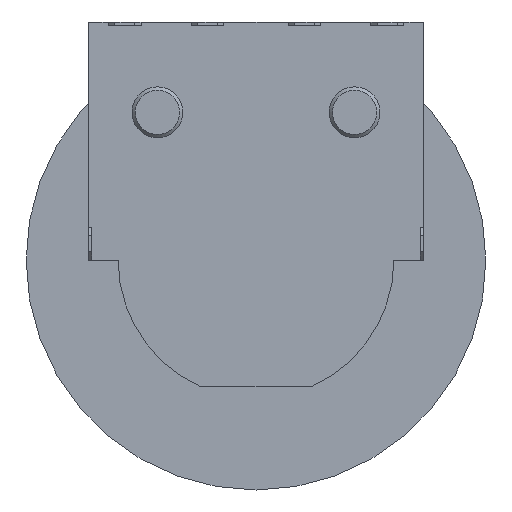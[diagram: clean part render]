
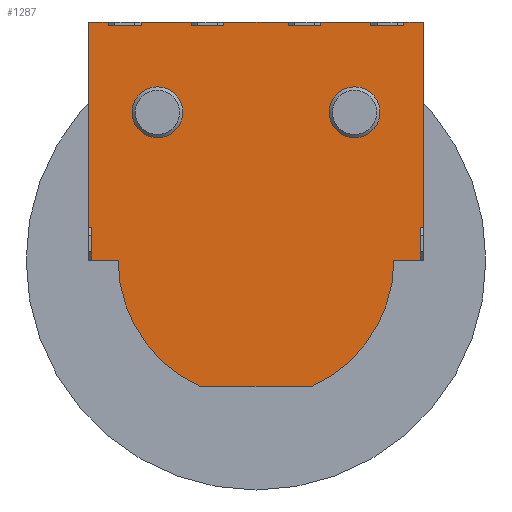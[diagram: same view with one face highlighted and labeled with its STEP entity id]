
A CAD part, front view. The second image highlights one B-rep face of the part: STEP entity #1287.
In plain terms, the highlighted planar face has unit normal (0, -1, 0).
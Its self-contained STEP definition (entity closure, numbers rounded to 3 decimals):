
#17=FACE_BOUND('',#175,.T.);
#18=FACE_BOUND('',#176,.T.);
#36=CIRCLE('',#1356,0.775);
#39=CIRCLE('',#1362,0.775);
#40=CIRCLE('',#1376,4.2);
#41=CIRCLE('',#1377,4.2);
#107=FACE_OUTER_BOUND('',#174,.T.);
#174=EDGE_LOOP('',(#1025,#1026,#1027,#1028,#1029,#1030,#1031,#1032,#1033,
#1034,#1035,#1036,#1037,#1038,#1039,#1040,#1041,#1042,#1043,#1044,#1045,
#1046,#1047,#1048,#1049,#1050,#1051,#1052));
#175=EDGE_LOOP('',(#1053));
#176=EDGE_LOOP('',(#1054));
#213=LINE('',#1790,#368);
#219=LINE('',#1802,#374);
#225=LINE('',#1814,#380);
#231=LINE('',#1826,#386);
#235=LINE('',#1834,#390);
#261=LINE('',#1886,#416);
#265=LINE('',#1893,#420);
#273=LINE('',#1911,#428);
#284=LINE('',#1934,#439);
#294=LINE('',#1954,#449);
#298=LINE('',#1961,#453);
#305=LINE('',#1988,#460);
#307=LINE('',#1992,#462);
#308=LINE('',#1994,#463);
#309=LINE('',#1996,#464);
#311=LINE('',#2000,#466);
#313=LINE('',#2004,#468);
#314=LINE('',#2006,#469);
#316=LINE('',#2010,#471);
#318=LINE('',#2014,#473);
#319=LINE('',#2016,#474);
#320=LINE('',#2019,#475);
#322=LINE('',#2022,#477);
#323=LINE('',#2024,#478);
#324=LINE('',#2028,#479);
#325=LINE('',#2030,#480);
#368=VECTOR('',#1436,10.);
#374=VECTOR('',#1442,10.);
#380=VECTOR('',#1448,10.);
#386=VECTOR('',#1454,10.);
#390=VECTOR('',#1458,10.);
#416=VECTOR('',#1506,10.);
#420=VECTOR('',#1514,10.);
#428=VECTOR('',#1526,10.);
#439=VECTOR('',#1545,10.);
#449=VECTOR('',#1561,10.);
#453=VECTOR('',#1567,10.);
#460=VECTOR('',#1600,10.);
#462=VECTOR('',#1604,10.);
#463=VECTOR('',#1607,10.);
#464=VECTOR('',#1610,10.);
#466=VECTOR('',#1614,10.);
#468=VECTOR('',#1618,10.);
#469=VECTOR('',#1621,10.);
#471=VECTOR('',#1625,10.);
#473=VECTOR('',#1629,10.);
#474=VECTOR('',#1632,10.);
#475=VECTOR('',#1635,10.);
#477=VECTOR('',#1639,10.);
#478=VECTOR('',#1640,10.);
#479=VECTOR('',#1643,10.);
#480=VECTOR('',#1646,10.);
#522=VERTEX_POINT('',#1787);
#523=VERTEX_POINT('',#1789);
#528=VERTEX_POINT('',#1799);
#529=VERTEX_POINT('',#1801);
#534=VERTEX_POINT('',#1811);
#535=VERTEX_POINT('',#1813);
#540=VERTEX_POINT('',#1823);
#541=VERTEX_POINT('',#1825);
#544=VERTEX_POINT('',#1831);
#545=VERTEX_POINT('',#1833);
#559=VERTEX_POINT('',#1883);
#560=VERTEX_POINT('',#1885);
#568=VERTEX_POINT('',#1908);
#569=VERTEX_POINT('',#1910);
#576=VERTEX_POINT('',#1931);
#577=VERTEX_POINT('',#1933);
#583=VERTEX_POINT('',#1951);
#584=VERTEX_POINT('',#1953);
#589=VERTEX_POINT('',#1970);
#592=VERTEX_POINT('',#1981);
#593=VERTEX_POINT('',#1986);
#594=VERTEX_POINT('',#1990);
#595=VERTEX_POINT('',#1998);
#596=VERTEX_POINT('',#2002);
#597=VERTEX_POINT('',#2008);
#598=VERTEX_POINT('',#2012);
#599=VERTEX_POINT('',#2018);
#600=VERTEX_POINT('',#2023);
#601=VERTEX_POINT('',#2025);
#602=VERTEX_POINT('',#2027);
#645=EDGE_CURVE('',#523,#522,#213,.T.);
#651=EDGE_CURVE('',#529,#528,#219,.T.);
#657=EDGE_CURVE('',#535,#534,#225,.T.);
#663=EDGE_CURVE('',#541,#540,#231,.T.);
#667=EDGE_CURVE('',#545,#544,#235,.T.);
#693=EDGE_CURVE('',#560,#559,#261,.T.);
#697=EDGE_CURVE('',#540,#560,#265,.T.);
#705=EDGE_CURVE('',#569,#568,#273,.T.);
#716=EDGE_CURVE('',#577,#576,#284,.T.);
#726=EDGE_CURVE('',#584,#583,#294,.T.);
#730=EDGE_CURVE('',#583,#577,#298,.T.);
#736=EDGE_CURVE('',#589,#589,#36,.T.);
#741=EDGE_CURVE('',#592,#592,#39,.T.);
#743=EDGE_CURVE('',#522,#593,#305,.T.);
#745=EDGE_CURVE('',#593,#594,#307,.T.);
#746=EDGE_CURVE('',#594,#545,#308,.T.);
#747=EDGE_CURVE('',#559,#535,#309,.T.);
#749=EDGE_CURVE('',#528,#595,#311,.T.);
#751=EDGE_CURVE('',#595,#596,#313,.T.);
#752=EDGE_CURVE('',#596,#523,#314,.T.);
#754=EDGE_CURVE('',#534,#597,#316,.T.);
#756=EDGE_CURVE('',#597,#598,#318,.T.);
#757=EDGE_CURVE('',#598,#529,#319,.T.);
#758=EDGE_CURVE('',#599,#569,#320,.T.);
#760=EDGE_CURVE('',#599,#544,#322,.T.);
#761=EDGE_CURVE('',#568,#600,#323,.T.);
#762=EDGE_CURVE('',#601,#600,#40,.T.);
#763=EDGE_CURVE('',#602,#601,#324,.T.);
#764=EDGE_CURVE('',#584,#602,#41,.T.);
#765=EDGE_CURVE('',#576,#541,#325,.T.);
#1025=ORIENTED_EDGE('',*,*,#746,.T.);
#1026=ORIENTED_EDGE('',*,*,#667,.T.);
#1027=ORIENTED_EDGE('',*,*,#760,.F.);
#1028=ORIENTED_EDGE('',*,*,#758,.T.);
#1029=ORIENTED_EDGE('',*,*,#705,.T.);
#1030=ORIENTED_EDGE('',*,*,#761,.T.);
#1031=ORIENTED_EDGE('',*,*,#762,.F.);
#1032=ORIENTED_EDGE('',*,*,#763,.F.);
#1033=ORIENTED_EDGE('',*,*,#764,.F.);
#1034=ORIENTED_EDGE('',*,*,#726,.T.);
#1035=ORIENTED_EDGE('',*,*,#730,.T.);
#1036=ORIENTED_EDGE('',*,*,#716,.T.);
#1037=ORIENTED_EDGE('',*,*,#765,.T.);
#1038=ORIENTED_EDGE('',*,*,#663,.T.);
#1039=ORIENTED_EDGE('',*,*,#697,.T.);
#1040=ORIENTED_EDGE('',*,*,#693,.T.);
#1041=ORIENTED_EDGE('',*,*,#747,.T.);
#1042=ORIENTED_EDGE('',*,*,#657,.T.);
#1043=ORIENTED_EDGE('',*,*,#754,.T.);
#1044=ORIENTED_EDGE('',*,*,#756,.T.);
#1045=ORIENTED_EDGE('',*,*,#757,.T.);
#1046=ORIENTED_EDGE('',*,*,#651,.T.);
#1047=ORIENTED_EDGE('',*,*,#749,.T.);
#1048=ORIENTED_EDGE('',*,*,#751,.T.);
#1049=ORIENTED_EDGE('',*,*,#752,.T.);
#1050=ORIENTED_EDGE('',*,*,#645,.T.);
#1051=ORIENTED_EDGE('',*,*,#743,.T.);
#1052=ORIENTED_EDGE('',*,*,#745,.T.);
#1053=ORIENTED_EDGE('',*,*,#736,.T.);
#1054=ORIENTED_EDGE('',*,*,#741,.T.);
#1228=PLANE('',#1375);
#1287=ADVANCED_FACE('',(#107,#17,#18),#1228,.F.);
#1356=AXIS2_PLACEMENT_3D('',#1972,#1579,#1580);
#1362=AXIS2_PLACEMENT_3D('',#1983,#1593,#1594);
#1375=AXIS2_PLACEMENT_3D('',#2021,#1637,#1638);
#1376=AXIS2_PLACEMENT_3D('',#2026,#1641,#1642);
#1377=AXIS2_PLACEMENT_3D('',#2029,#1644,#1645);
#1436=DIRECTION('',(-1.,0.,0.));
#1442=DIRECTION('',(-1.,0.,0.));
#1448=DIRECTION('',(-1.,0.,0.));
#1454=DIRECTION('',(-1.,0.,0.));
#1458=DIRECTION('',(-1.,0.,0.));
#1506=DIRECTION('',(-1.,0.,0.));
#1514=DIRECTION('',(0.,0.,-1.));
#1526=DIRECTION('',(0.,0.,-1.));
#1545=DIRECTION('',(1.,0.,0.));
#1561=DIRECTION('',(1.,0.,0.));
#1567=DIRECTION('',(0.,0.,1.));
#1579=DIRECTION('center_axis',(0.,1.,0.));
#1580=DIRECTION('ref_axis',(1.,0.,0.));
#1593=DIRECTION('center_axis',(0.,1.,0.));
#1594=DIRECTION('ref_axis',(1.,0.,0.));
#1600=DIRECTION('',(0.,0.,-1.));
#1604=DIRECTION('',(-1.,0.,0.));
#1607=DIRECTION('',(0.,0.,1.));
#1610=DIRECTION('',(0.,0.,1.));
#1614=DIRECTION('',(0.,0.,-1.));
#1618=DIRECTION('',(-1.,0.,0.));
#1621=DIRECTION('',(0.,0.,1.));
#1625=DIRECTION('',(0.,0.,-1.));
#1629=DIRECTION('',(-1.,0.,0.));
#1632=DIRECTION('',(0.,0.,1.));
#1635=DIRECTION('',(1.,0.,0.));
#1637=DIRECTION('center_axis',(0.,1.,0.));
#1638=DIRECTION('ref_axis',(1.,0.,0.));
#1639=DIRECTION('',(0.,0.,1.));
#1640=DIRECTION('',(1.,0.,0.));
#1641=DIRECTION('center_axis',(0.,1.,0.));
#1642=DIRECTION('ref_axis',(1.,0.,0.));
#1643=DIRECTION('',(-1.,0.,0.));
#1644=DIRECTION('center_axis',(0.,1.,0.));
#1645=DIRECTION('ref_axis',(1.,0.,0.));
#1646=DIRECTION('',(0.,0.,1.));
#1787=CARTESIAN_POINT('',(-3.5,0.,7.25));
#1789=CARTESIAN_POINT('',(-1.975,0.,7.25));
#1790=CARTESIAN_POINT('',(0.,0.,7.25));
#1799=CARTESIAN_POINT('',(-0.975,0.,7.25));
#1801=CARTESIAN_POINT('',(0.975,0.,7.25));
#1802=CARTESIAN_POINT('',(0.,0.,7.25));
#1811=CARTESIAN_POINT('',(1.975,0.,7.25));
#1813=CARTESIAN_POINT('',(3.5,0.,7.25));
#1814=CARTESIAN_POINT('',(0.,0.,7.25));
#1823=CARTESIAN_POINT('',(4.5,0.,7.25));
#1825=CARTESIAN_POINT('',(5.1,0.,7.25));
#1826=CARTESIAN_POINT('',(0.,0.,7.25));
#1831=CARTESIAN_POINT('',(-5.1,0.,7.25));
#1833=CARTESIAN_POINT('',(-4.5,0.,7.25));
#1834=CARTESIAN_POINT('',(0.,0.,7.25));
#1883=CARTESIAN_POINT('',(3.5,0.,7.15));
#1885=CARTESIAN_POINT('',(4.5,0.,7.15));
#1886=CARTESIAN_POINT('',(1.75,0.,7.15));
#1893=CARTESIAN_POINT('',(4.5,0.,4.425));
#1908=CARTESIAN_POINT('',(-5.,0.,0.));
#1910=CARTESIAN_POINT('',(-5.,0.,1.));
#1911=CARTESIAN_POINT('',(-5.,0.,0.85));
#1931=CARTESIAN_POINT('',(5.1,0.,1.));
#1933=CARTESIAN_POINT('',(5.,0.,1.));
#1934=CARTESIAN_POINT('',(2.55,0.,1.));
#1951=CARTESIAN_POINT('',(5.,0.,0.));
#1953=CARTESIAN_POINT('',(4.2,0.,0.));
#1954=CARTESIAN_POINT('',(-5.1,0.,0.));
#1961=CARTESIAN_POINT('',(5.,0.,1.35));
#1970=CARTESIAN_POINT('',(-3.775,0.,4.5));
#1972=CARTESIAN_POINT('Origin',(-3.,0.,4.5));
#1981=CARTESIAN_POINT('',(2.225,0.,4.5));
#1983=CARTESIAN_POINT('Origin',(3.,0.,4.5));
#1986=CARTESIAN_POINT('',(-3.5,0.,7.15));
#1988=CARTESIAN_POINT('',(-3.5,0.,4.425));
#1990=CARTESIAN_POINT('',(-4.5,0.,7.15));
#1992=CARTESIAN_POINT('',(-2.25,0.,7.15));
#1994=CARTESIAN_POINT('',(-4.5,0.,4.475));
#1996=CARTESIAN_POINT('',(3.5,0.,4.475));
#1998=CARTESIAN_POINT('',(-0.975,0.,7.15));
#2000=CARTESIAN_POINT('',(-0.975,0.,4.425));
#2002=CARTESIAN_POINT('',(-1.975,0.,7.15));
#2004=CARTESIAN_POINT('',(-0.988,0.,7.15));
#2006=CARTESIAN_POINT('',(-1.975,0.,4.475));
#2008=CARTESIAN_POINT('',(1.975,0.,7.15));
#2010=CARTESIAN_POINT('',(1.975,0.,4.425));
#2012=CARTESIAN_POINT('',(0.975,0.,7.15));
#2014=CARTESIAN_POINT('',(0.488,0.,7.15));
#2016=CARTESIAN_POINT('',(0.975,0.,4.475));
#2018=CARTESIAN_POINT('',(-5.1,0.,1.));
#2019=CARTESIAN_POINT('',(-2.5,0.,1.));
#2021=CARTESIAN_POINT('Origin',(0.,0.,1.7));
#2022=CARTESIAN_POINT('',(-5.1,0.,0.));
#2023=CARTESIAN_POINT('',(-4.2,0.,0.));
#2024=CARTESIAN_POINT('',(-5.1,0.,0.));
#2025=CARTESIAN_POINT('',(-1.679,0.,-3.85));
#2026=CARTESIAN_POINT('Origin',(0.,0.,0.));
#2027=CARTESIAN_POINT('',(1.679,0.,-3.85));
#2028=CARTESIAN_POINT('',(0.,0.,-3.85));
#2029=CARTESIAN_POINT('Origin',(0.,0.,0.));
#2030=CARTESIAN_POINT('',(5.1,0.,0.));
